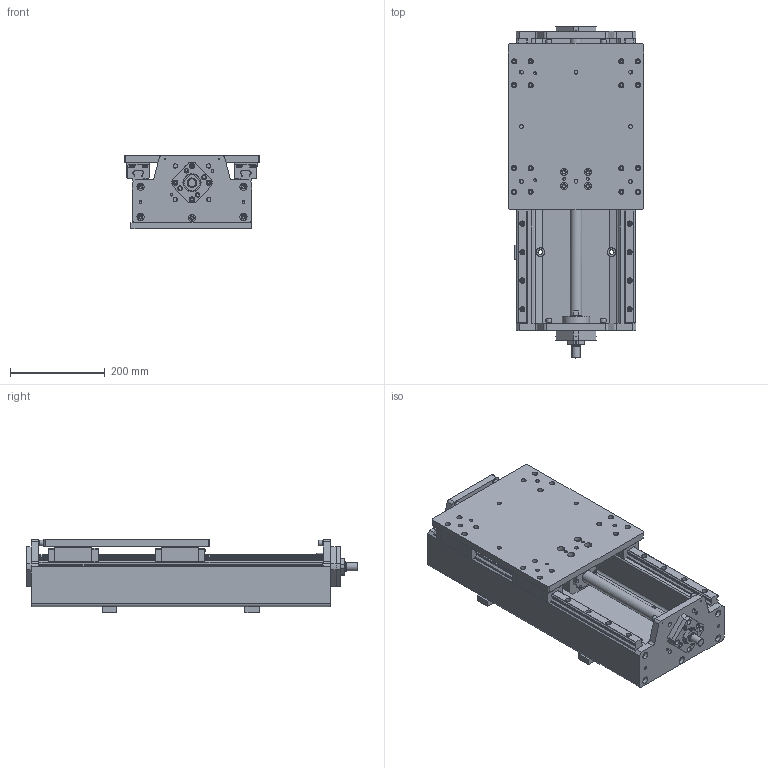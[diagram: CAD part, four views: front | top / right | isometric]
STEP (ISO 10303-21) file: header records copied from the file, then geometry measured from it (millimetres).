
FILE_DESCRIPTION((''),'2;1');
FILE_NAME('KK-HD-285-25-25XX-0600.stp','2009-03-22T19:33:42',('kurt'),(''),'Autodesk Inventor 2008','Autodesk Inventor 2008','');
FILE_SCHEMA(('AUTOMOTIVE_DESIGN { 1 0 10303 214 1 1 1 1 }'));
Length unit declared in the file: millimetre
Products named in the file (1): Part83
Bounding box: 285 x 699 x 155 mm (x, y, z)
Volume: 10182999.9 mm3; surface area: 1122105.2 mm2
Topology: 23 solids, 23 shells, 2298 faces, 6198 edges, 4080 vertices
Faces by surface type: plane 1498, cylinder 425, bspline 247, cone 112, torus 16
Full cylindrical faces by diameter (mm): 2.459 x4, 3 x4, 3.5 x4, 3.6 x1, 4 x1, 4.917 x35, 5.5 x4, 6 x30, 6.6 x30, 6.647 x14, 7 x20, 8 x4, 8.376 x8, 9 x18, 10 x4, 10.106 x4, 11 x48, 15 x18, 17 x1, 18 x4, 19 x1, 20 x4, 23 x1, 25 x3, 26 x1, 28.64 x4, 29.082 x2, 37 x2, 38 x1, 38.36 x4
Entity records: 76825 total; most frequent: CARTESIAN_POINT 19389, ORIENTED_EDGE 11412, DIRECTION 10280, EDGE_CURVE 5706, VECTOR 4172, LINE 4172, VERTEX_POINT 3972, AXIS2_PLACEMENT_3D 3054
